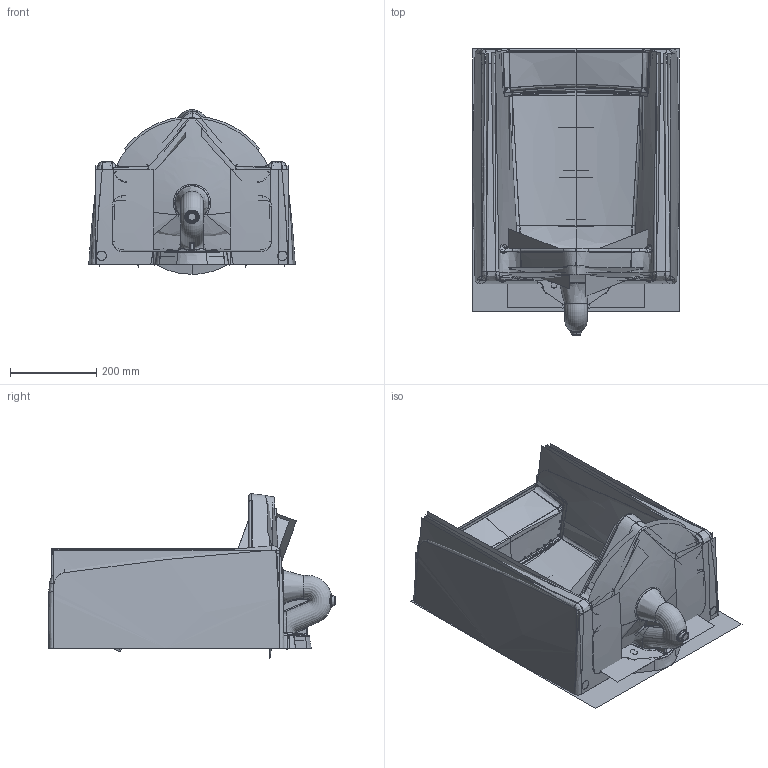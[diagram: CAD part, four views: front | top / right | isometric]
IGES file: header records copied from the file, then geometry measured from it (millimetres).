
Start section: JAMA-IS VERSION  1.0  PTC IGES file: 6590-as_asm.igs
Global section: file name: 6590-as_asm.igs; native system: Creo Parametric by PTC Inc.; preprocessor: 2014440; author: 10113538; organization: Unknown; date: 20180608.161530; units: millimetre
Bounding box: 480.13 x 665 x 382.5 mm (x, y, z)
Volume: 11054259.8 mm3; surface area: 9127820.9 mm2
Topology: 2 solids, 2 shells, 2068 faces, 9378 edges, 10929 vertices
Faces by surface type: bspline 2068
